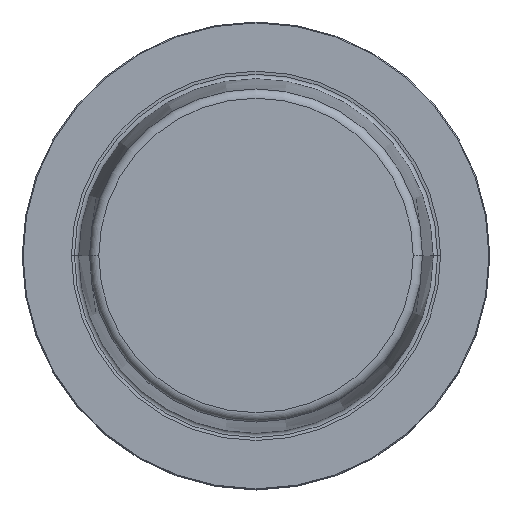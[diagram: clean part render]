
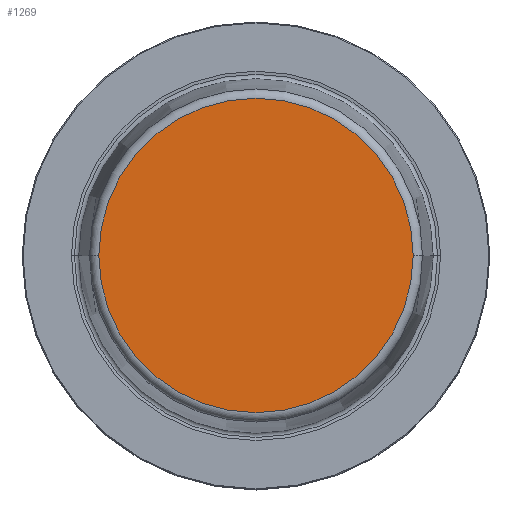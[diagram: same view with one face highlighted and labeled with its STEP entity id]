
A CAD part, top view. The second image highlights one B-rep face of the part: STEP entity #1269.
In plain terms, the highlighted planar face has unit normal (0, 0, 1).
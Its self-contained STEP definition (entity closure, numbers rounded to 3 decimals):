
#330=CARTESIAN_POINT('',(0.,0.,49.9));
#331=DIRECTION('',(0.,0.,1.));
#332=DIRECTION('',(1.,0.,0.));
#333=AXIS2_PLACEMENT_3D('',#330,#331,#332);
#338=CARTESIAN_POINT('',(0.,0.,49.9));
#339=DIRECTION('',(0.,0.,-1.));
#340=DIRECTION('',(1.,0.,0.));
#341=AXIS2_PLACEMENT_3D('',#338,#339,#340);
#882=CARTESIAN_POINT('',(33.605,0.,49.9));
#883=VERTEX_POINT('',#882);
#898=CARTESIAN_POINT('',(-33.605,0.,49.9));
#899=VERTEX_POINT('',#898);
#1260=CARTESIAN_POINT('',(0.,0.,49.9));
#1261=DIRECTION('',(0.,0.,-1.));
#1262=DIRECTION('',(-1.,0.,0.));
#1263=AXIS2_PLACEMENT_3D('',#1260,#1261,#1262);
#1264=PLANE('',#1263);
#1265=ORIENTED_EDGE('',*,*,#1253,.F.);
#1266=ORIENTED_EDGE('',*,*,#1242,.T.);
#1267=EDGE_LOOP('',(#1265,#1266));
#1268=FACE_OUTER_BOUND('',#1267,.F.);
#334=CIRCLE('',#333,33.605);
#342=CIRCLE('',#341,33.605);
#1242=EDGE_CURVE('',#883,#899,#342,.T.);
#1253=EDGE_CURVE('',#883,#899,#334,.T.);
#1269=ADVANCED_FACE('',(#1268),#1264,.F.);
